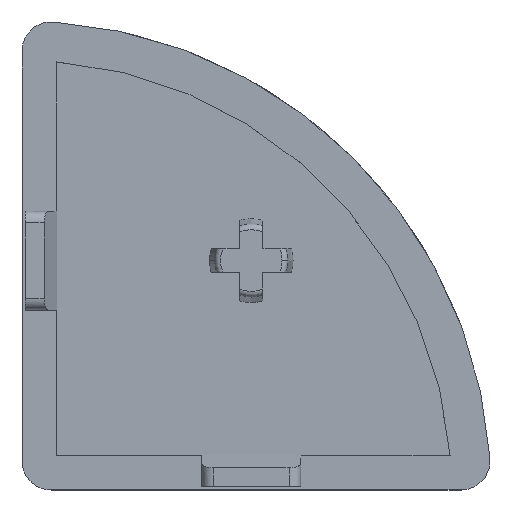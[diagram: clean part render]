
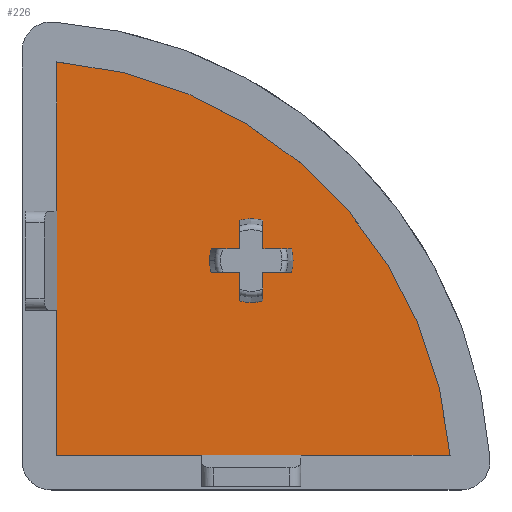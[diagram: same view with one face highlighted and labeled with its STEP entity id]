
A CAD part, top view. The second image highlights one B-rep face of the part: STEP entity #226.
In plain terms, the highlighted planar face has unit normal (0, 0, 1).
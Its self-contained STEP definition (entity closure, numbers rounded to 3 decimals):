
#135 = VECTOR ( 'NONE', #877, 1000. ) ;
#137 = LINE ( 'NONE', #876, #135 ) ;
#138 = VECTOR ( 'NONE', #868, 1000. ) ;
#139 = CIRCLE ( 'NONE', #1208, 3.6 ) ;
#140 = VECTOR ( 'NONE', #889, 1000. ) ;
#141 = LINE ( 'NONE', #869, #138 ) ;
#143 = VECTOR ( 'NONE', #879, 1000. ) ;
#144 = CIRCLE ( 'NONE', #1210, 3.6 ) ;
#145 = VECTOR ( 'NONE', #897, 1000. ) ;
#146 = LINE ( 'NONE', #881, #143 ) ;
#147 = LINE ( 'NONE', #900, #145 ) ;
#148 = VECTOR ( 'NONE', #890, 1000. ) ;
#149 = CIRCLE ( 'NONE', #1211, 3.6 ) ;
#150 = VECTOR ( 'NONE', #902, 1000. ) ;
#151 = LINE ( 'NONE', #891, #148 ) ;
#152 = LINE ( 'NONE', #875, #140 ) ;
#153 = VECTOR ( 'NONE', #901, 1000. ) ;
#154 = LINE ( 'NONE', #896, #150 ) ;
#155 = VECTOR ( 'NONE', #918, 1000. ) ;
#156 = LINE ( 'NONE', #903, #153 ) ;
#157 = LINE ( 'NONE', #908, #155 ) ;
#158 = VECTOR ( 'NONE', #907, 1000. ) ;
#159 = CIRCLE ( 'NONE', #1213, 3.6 ) ;
#161 = LINE ( 'NONE', #909, #158 ) ;
#163 = CIRCLE ( 'NONE', #1214, 37. ) ;
#165 = CIRCLE ( 'NONE', #1215, 3.6 ) ;
#226 = ADVANCED_FACE ( 'NONE', ( #343, #305 ), #1165, .T. ) ;
#305 = FACE_BOUND ( 'NONE', #1427, .T. ) ;
#343 = FACE_OUTER_BOUND ( 'NONE', #380, .T. ) ;
#380 = EDGE_LOOP ( 'NONE', ( #1456, #1459, #1927 ) ) ;
#443 = CARTESIAN_POINT ( 'NONE',  ( -3.458, 1., 3. ) ) ;
#457 = CARTESIAN_POINT ( 'NONE',  ( -1., -1., 3. ) ) ;
#464 = CARTESIAN_POINT ( 'NONE',  ( 1., -3.458, 3. ) ) ;
#474 = CARTESIAN_POINT ( 'NONE',  ( -1., -3.458, 3. ) ) ;
#485 = CARTESIAN_POINT ( 'NONE',  ( -3.6, 0., 3. ) ) ;
#487 = CARTESIAN_POINT ( 'NONE',  ( -3.458, -1., 3. ) ) ;
#504 = CARTESIAN_POINT ( 'NONE',  ( 1., 3.458, 3. ) ) ;
#507 = CARTESIAN_POINT ( 'NONE',  ( -16.75, -16.75, 3. ) ) ;
#508 = CARTESIAN_POINT ( 'NONE',  ( 1., 1., 3. ) ) ;
#510 = CARTESIAN_POINT ( 'NONE',  ( 17.128, -16.75, 3. ) ) ;
#512 = CARTESIAN_POINT ( 'NONE',  ( 3.458, -1., 3. ) ) ;
#520 = CARTESIAN_POINT ( 'NONE',  ( -1., 1., 3. ) ) ;
#521 = CARTESIAN_POINT ( 'NONE',  ( -16.75, 17.128, 3. ) ) ;
#531 = CARTESIAN_POINT ( 'NONE',  ( 1., -1., 3. ) ) ;
#536 = CARTESIAN_POINT ( 'NONE',  ( -1., 3.458, 3. ) ) ;
#593 = CARTESIAN_POINT ( 'NONE',  ( 3.458, 1., 3. ) ) ;
#860 = DIRECTION ( 'NONE',  ( 1., 0., 0. ) ) ;
#864 = DIRECTION ( 'NONE',  ( 0., 0., 1. ) ) ;
#865 = CARTESIAN_POINT ( 'NONE',  ( 0., 0., 3. ) ) ;
#868 = DIRECTION ( 'NONE',  ( 1., 0., 0. ) ) ;
#869 = CARTESIAN_POINT ( 'NONE',  ( -3.458, -1., 3. ) ) ;
#872 = DIRECTION ( 'NONE',  ( 1., 0., 0. ) ) ;
#873 = DIRECTION ( 'NONE',  ( 0., 0., 1. ) ) ;
#874 = CARTESIAN_POINT ( 'NONE',  ( 0., 0., 3. ) ) ;
#875 = CARTESIAN_POINT ( 'NONE',  ( -1., -1., 3. ) ) ;
#876 = CARTESIAN_POINT ( 'NONE',  ( -3.458, 1., 3. ) ) ;
#877 = DIRECTION ( 'NONE',  ( -1., 0., 0. ) ) ;
#879 = DIRECTION ( 'NONE',  ( 0., 1., 0. ) ) ;
#881 = CARTESIAN_POINT ( 'NONE',  ( 1., -1., 3. ) ) ;
#883 = DIRECTION ( 'NONE',  ( 1., 0., 0. ) ) ;
#885 = DIRECTION ( 'NONE',  ( 0., 0., 1. ) ) ;
#886 = CARTESIAN_POINT ( 'NONE',  ( 0., 0., 3. ) ) ;
#889 = DIRECTION ( 'NONE',  ( 0., -1., 0. ) ) ;
#890 = DIRECTION ( 'NONE',  ( -1., 0., 0. ) ) ;
#891 = CARTESIAN_POINT ( 'NONE',  ( 1., 1., 3. ) ) ;
#892 = DIRECTION ( 'NONE',  ( 1., 0., 0. ) ) ;
#893 = DIRECTION ( 'NONE',  ( 0., 0., 1. ) ) ;
#895 = CARTESIAN_POINT ( 'NONE',  ( 0., 0., 3. ) ) ;
#896 = CARTESIAN_POINT ( 'NONE',  ( 1., 3.458, 3. ) ) ;
#897 = DIRECTION ( 'NONE',  ( 1., 0., 0. ) ) ;
#900 = CARTESIAN_POINT ( 'NONE',  ( 1., -1., 3. ) ) ;
#901 = DIRECTION ( 'NONE',  ( 0., -1., 0. ) ) ;
#902 = DIRECTION ( 'NONE',  ( 0., 1., 0. ) ) ;
#903 = CARTESIAN_POINT ( 'NONE',  ( -1., 3.458, 3. ) ) ;
#904 = DIRECTION ( 'NONE',  ( 1., 0., 0. ) ) ;
#905 = DIRECTION ( 'NONE',  ( 0., 0., 1. ) ) ;
#906 = CARTESIAN_POINT ( 'NONE',  ( -19.75, -19.75, 3. ) ) ;
#907 = DIRECTION ( 'NONE',  ( 1., 0., 0. ) ) ;
#908 = CARTESIAN_POINT ( 'NONE',  ( -16.75, 17.128, 3. ) ) ;
#909 = CARTESIAN_POINT ( 'NONE',  ( -16.75, -16.75, 3. ) ) ;
#913 = DIRECTION ( 'NONE',  ( 1., 0., 0. ) ) ;
#914 = DIRECTION ( 'NONE',  ( 0., 0., 1. ) ) ;
#916 = CARTESIAN_POINT ( 'NONE',  ( 0., 0., 3. ) ) ;
#918 = DIRECTION ( 'NONE',  ( 0., -1., 0. ) ) ;
#1159 = DIRECTION ( 'NONE',  ( 1., 0., 0. ) ) ;
#1165 = PLANE ( 'NONE',  #1240 ) ;
#1169 = CARTESIAN_POINT ( 'NONE',  ( -19.75, -19.75, 3. ) ) ;
#1171 = DIRECTION ( 'NONE',  ( 0., 0., 1. ) ) ;
#1208 = AXIS2_PLACEMENT_3D ( 'NONE', #865, #864, #860 ) ;
#1210 = AXIS2_PLACEMENT_3D ( 'NONE', #874, #873, #872 ) ;
#1211 = AXIS2_PLACEMENT_3D ( 'NONE', #886, #885, #883 ) ;
#1213 = AXIS2_PLACEMENT_3D ( 'NONE', #895, #893, #892 ) ;
#1214 = AXIS2_PLACEMENT_3D ( 'NONE', #906, #905, #904 ) ;
#1215 = AXIS2_PLACEMENT_3D ( 'NONE', #916, #914, #913 ) ;
#1240 = AXIS2_PLACEMENT_3D ( 'NONE', #1169, #1171, #1159 ) ;
#1292 = EDGE_CURVE ( 'NONE', #1560, #1559, #165, .T. ) ;
#1294 = EDGE_CURVE ( 'NONE', #1548, #1546, #161, .T. ) ;
#1295 = EDGE_CURVE ( 'NONE', #1546, #1540, #163, .T. ) ;
#1296 = EDGE_CURVE ( 'NONE', #1540, #1548, #157, .T. ) ;
#1297 = EDGE_CURVE ( 'NONE', #1538, #1541, #156, .T. ) ;
#1298 = EDGE_CURVE ( 'NONE', #1549, #1538, #159, .T. ) ;
#1299 = EDGE_CURVE ( 'NONE', #1547, #1549, #154, .T. ) ;
#1300 = EDGE_CURVE ( 'NONE', #1511, #1547, #151, .T. ) ;
#1301 = EDGE_CURVE ( 'NONE', #1545, #1511, #149, .T. ) ;
#1302 = EDGE_CURVE ( 'NONE', #1539, #1545, #147, .T. ) ;
#1303 = EDGE_CURVE ( 'NONE', #1575, #1539, #146, .T. ) ;
#1304 = EDGE_CURVE ( 'NONE', #1567, #1575, #144, .T. ) ;
#1305 = EDGE_CURVE ( 'NONE', #1578, #1567, #152, .T. ) ;
#1306 = EDGE_CURVE ( 'NONE', #1559, #1578, #141, .T. ) ;
#1307 = EDGE_CURVE ( 'NONE', #1587, #1560, #139, .T. ) ;
#1308 = EDGE_CURVE ( 'NONE', #1541, #1587, #137, .T. ) ;
#1427 = EDGE_LOOP ( 'NONE', ( #1451, #1463, #1461, #1886, #1937, #1472, #1465, #1936, #1947, #1923, #1480, #1439, #1892 ) ) ;
#1439 = ORIENTED_EDGE ( 'NONE', *, *, #1307, .F. ) ;
#1451 = ORIENTED_EDGE ( 'NONE', *, *, #1297, .F. ) ;
#1456 = ORIENTED_EDGE ( 'NONE', *, *, #1294, .T. ) ;
#1459 = ORIENTED_EDGE ( 'NONE', *, *, #1295, .T. ) ;
#1461 = ORIENTED_EDGE ( 'NONE', *, *, #1299, .F. ) ;
#1463 = ORIENTED_EDGE ( 'NONE', *, *, #1298, .F. ) ;
#1465 = ORIENTED_EDGE ( 'NONE', *, *, #1303, .F. ) ;
#1472 = ORIENTED_EDGE ( 'NONE', *, *, #1302, .F. ) ;
#1480 = ORIENTED_EDGE ( 'NONE', *, *, #1292, .F. ) ;
#1511 = VERTEX_POINT ( 'NONE', #593 ) ;
#1538 = VERTEX_POINT ( 'NONE', #536 ) ;
#1539 = VERTEX_POINT ( 'NONE', #531 ) ;
#1540 = VERTEX_POINT ( 'NONE', #521 ) ;
#1541 = VERTEX_POINT ( 'NONE', #520 ) ;
#1545 = VERTEX_POINT ( 'NONE', #512 ) ;
#1546 = VERTEX_POINT ( 'NONE', #510 ) ;
#1547 = VERTEX_POINT ( 'NONE', #508 ) ;
#1548 = VERTEX_POINT ( 'NONE', #507 ) ;
#1549 = VERTEX_POINT ( 'NONE', #504 ) ;
#1559 = VERTEX_POINT ( 'NONE', #487 ) ;
#1560 = VERTEX_POINT ( 'NONE', #485 ) ;
#1567 = VERTEX_POINT ( 'NONE', #474 ) ;
#1575 = VERTEX_POINT ( 'NONE', #464 ) ;
#1578 = VERTEX_POINT ( 'NONE', #457 ) ;
#1587 = VERTEX_POINT ( 'NONE', #443 ) ;
#1886 = ORIENTED_EDGE ( 'NONE', *, *, #1300, .F. ) ;
#1892 = ORIENTED_EDGE ( 'NONE', *, *, #1308, .F. ) ;
#1923 = ORIENTED_EDGE ( 'NONE', *, *, #1306, .F. ) ;
#1927 = ORIENTED_EDGE ( 'NONE', *, *, #1296, .T. ) ;
#1936 = ORIENTED_EDGE ( 'NONE', *, *, #1304, .F. ) ;
#1937 = ORIENTED_EDGE ( 'NONE', *, *, #1301, .F. ) ;
#1947 = ORIENTED_EDGE ( 'NONE', *, *, #1305, .F. ) ;
